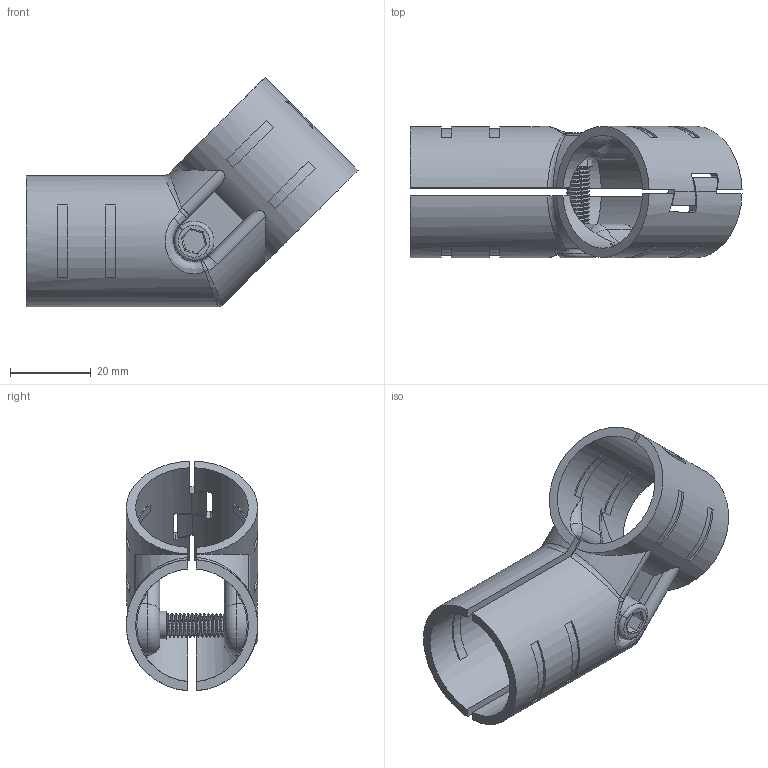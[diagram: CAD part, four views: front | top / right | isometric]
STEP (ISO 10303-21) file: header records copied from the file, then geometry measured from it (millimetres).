
FILE_DESCRIPTION (( 'STEP AP214' ), '1' );
FILE_NAME ('B308 Ñîåäèíèòåëü òðóáíûé, Ô28, 14B.STEP', '2023-11-09T14:22:21', ( '' ), ( '' ), 'SwSTEP 2.0', 'SolidWorks 2022', '' );
FILE_SCHEMA (( 'AUTOMOTIVE_DESIGN' ));
Length unit declared in the file: millimetre
Products named in the file (1): B308 Соединитель трубный, Ф28, 14B
Bounding box: 82.42 x 32.6 x 56.99 mm (x, y, z)
Volume: 18647.4 mm3; surface area: 18470.5 mm2
Topology: 4 solids, 4 shells, 293 faces, 756 edges, 490 vertices
Faces by surface type: cylinder 124, plane 120, bspline 30, cone 9, torus 8, sphere 2
Entity records: 19815 total; most frequent: CARTESIAN_POINT 9831, ORIENTED_EDGE 1512, DIRECTION 1195, EDGE_CURVE 756, VERTEX_POINT 490, AXIS2_PLACEMENT_3D 426, LINE 343, VECTOR 343
